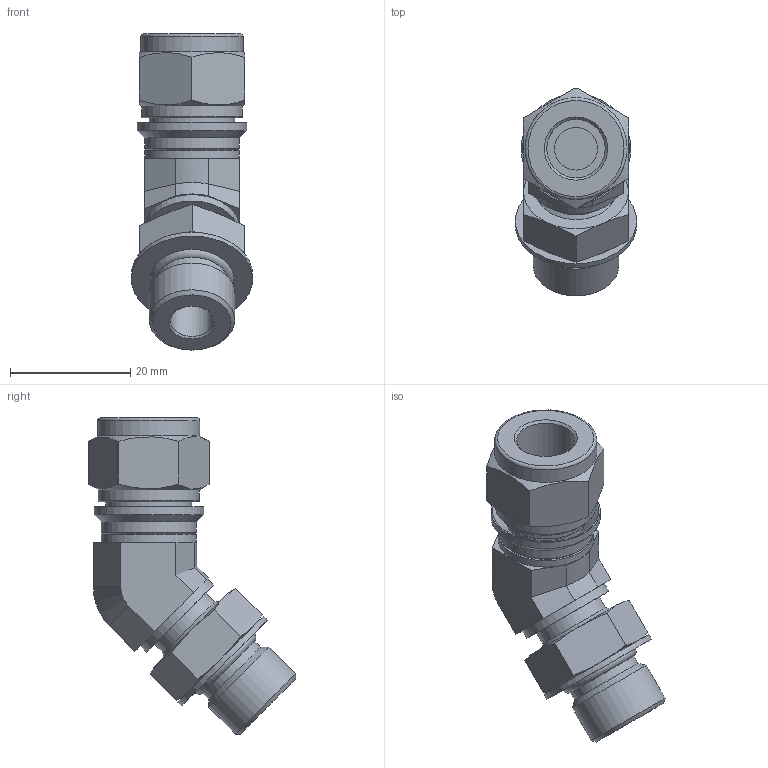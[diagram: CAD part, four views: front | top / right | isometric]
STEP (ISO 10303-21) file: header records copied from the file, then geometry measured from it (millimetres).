
FILE_DESCRIPTION(/* description */ (''),/* implementation_level */ '2;1');
FILE_NAME(/* name */ 'SPHMEI-6-6U.stp',/* time_stamp */ '2022-05-25T08:28:21+09:00',/* author */ ('user'),/* organization */ (''),/* preprocessor_version */ 'ST-DEVELOPER v18.1',/* originating_system */ 'Autodesk Inventor 2022',/* authorisation */ '');
FILE_SCHEMA (('AUTOMOTIVE_DESIGN { 1 0 10303 214 3 1 1 }'));
Length unit declared in the file: millimetre
Products named in the file (1): SPHME-6-6U
Bounding box: 20.2 x 34.55 x 52.65 mm (x, y, z)
Volume: 9585.2 mm3; surface area: 5631.2 mm2
Topology: 1 solids, 1 shells, 90 faces, 191 edges, 115 vertices
Faces by surface type: plane 40, cone 26, cylinder 21, torus 3
Full cylindrical faces by diameter (mm): 7.11 x1, 7.112 x1, 9.73 x1, 12.1 x1, 12.2 x1, 12.5 x1, 13.05 x1, 14.2 x1, 14.28 x1, 15.8 x3, 16.8 x1, 17 x1, 18.25 x1, 20.2 x1
Entity records: 2400 total; most frequent: CARTESIAN_POINT 469, DIRECTION 413, ORIENTED_EDGE 382, EDGE_CURVE 191, AXIS2_PLACEMENT_3D 167, VERTEX_POINT 115, EDGE_LOOP 102, FACE_OUTER_BOUND 90
